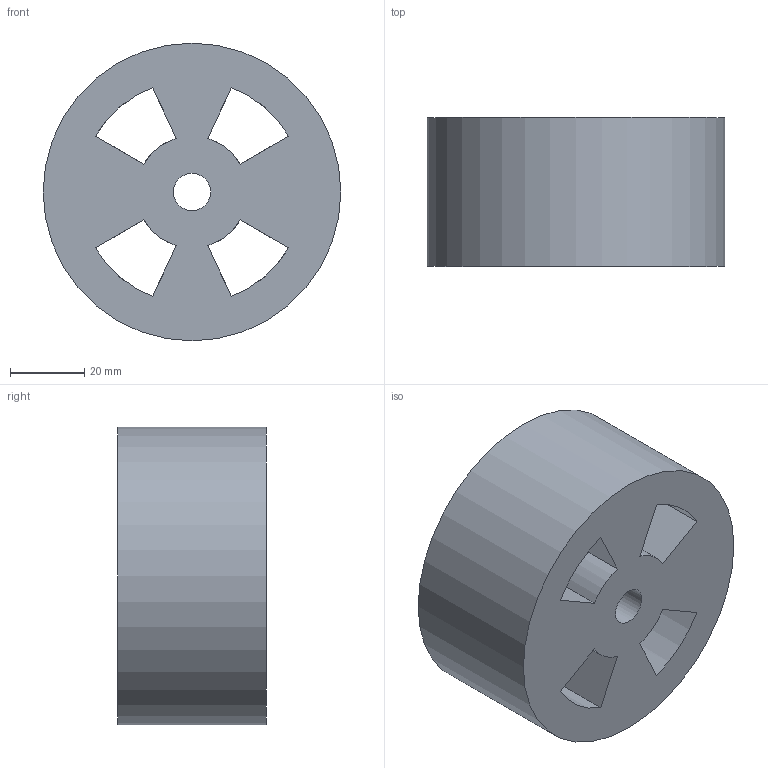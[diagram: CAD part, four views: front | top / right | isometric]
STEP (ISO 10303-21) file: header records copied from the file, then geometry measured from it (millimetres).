
FILE_DESCRIPTION(('FreeCAD Model'),'2;1');
FILE_NAME('engine_mount.step', '2018-12-20T16:30:26',('Author'),(''), 'Open CASCADE STEP processor 6.9','FreeCAD','Unknown');
FILE_SCHEMA(('AUTOMOTIVE_DESIGN { 1 0 10303 214 1 1 1 1 }'));
Length unit declared in the file: millimetre
Products named in the file (1): Body
Bounding box: 80 x 40 x 80 mm (x, y, z)
Volume: 150908.6 mm3; surface area: 28319.1 mm2
Topology: 1 solids, 1 shells, 22 faces, 57 edges, 38 vertices
Faces by surface type: plane 11, cylinder 10, revolution 1
Full cylindrical faces by diameter (mm): 10 x1, 80 x1
Entity records: 2986 total; most frequent: CARTESIAN_POINT 1865, DIRECTION 181, ORIENTED_EDGE 114, PCURVE 114, DEFINITIONAL_REPRESENTATION 114, LINE 94, VECTOR 94, EDGE_CURVE 57
